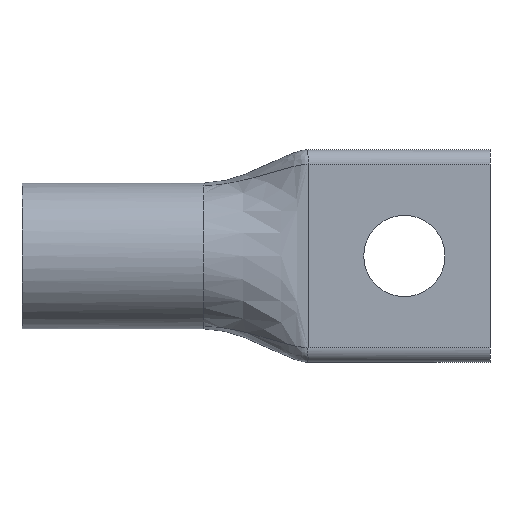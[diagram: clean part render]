
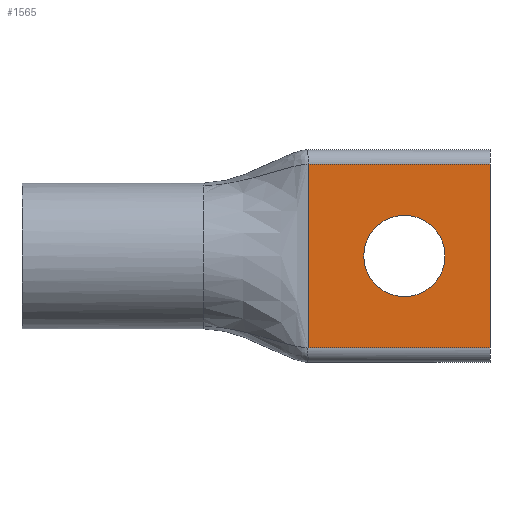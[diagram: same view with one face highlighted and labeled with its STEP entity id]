
A CAD part, front view. The second image highlights one B-rep face of the part: STEP entity #1565.
In plain terms, the highlighted planar face has unit normal (0, -1, 0).
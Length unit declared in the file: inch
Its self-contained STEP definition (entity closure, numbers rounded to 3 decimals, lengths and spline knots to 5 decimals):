
#82 = CARTESIAN_POINT ( 'NONE',  ( 2.5, 0., 0. ) ) ;
#84 = AXIS2_PLACEMENT_3D ( 'NONE', #923, #503, #1643 ) ;
#103 = EDGE_CURVE ( 'NONE', #1834, #1076, #865, .T. ) ;
#130 = EDGE_CURVE ( 'NONE', #1076, #1742, #740, .T. ) ;
#136 = AXIS2_PLACEMENT_3D ( 'NONE', #1306, #1768, #273 ) ;
#149 = VERTEX_POINT ( 'NONE', #283 ) ;
#164 = ORIENTED_EDGE ( 'NONE', *, *, #720, .F. ) ;
#176 = EDGE_CURVE ( 'NONE', #890, #1834, #1301, .T. ) ;
#190 = EDGE_LOOP ( 'NONE', ( #830, #1500 ) ) ;
#273 = DIRECTION ( 'NONE',  ( 0., 0., -1. ) ) ;
#283 = CARTESIAN_POINT ( 'NONE',  ( 2.5, 0., -0.2655 ) ) ;
#296 = DIRECTION ( 'NONE',  ( 1., 0., 0. ) ) ;
#312 = DIRECTION ( 'NONE',  ( 0., 0., 1. ) ) ;
#317 = FACE_OUTER_BOUND ( 'NONE', #1103, .T. ) ;
#331 = EDGE_CURVE ( 'NONE', #1830, #149, #539, .T. ) ;
#338 = PLANE ( 'NONE',  #84 ) ;
#503 = DIRECTION ( 'NONE',  ( 0., -1., 0. ) ) ;
#508 = VECTOR ( 'NONE', #296, 39.37008 ) ;
#532 = DIRECTION ( 'NONE',  ( 0., 1., 0. ) ) ;
#539 = CIRCLE ( 'NONE', #136, 0.2655 ) ;
#564 = DIRECTION ( 'NONE',  ( 0., 0., -1. ) ) ;
#565 = VECTOR ( 'NONE', #564, 39.37008 ) ;
#567 = AXIS2_PLACEMENT_3D ( 'NONE', #82, #532, #1118 ) ;
#709 = CARTESIAN_POINT ( 'NONE',  ( 4.46293, 0., 0.6 ) ) ;
#720 = EDGE_CURVE ( 'NONE', #1742, #890, #1456, .T. ) ;
#740 = LINE ( 'NONE', #1481, #1431 ) ;
#797 = ORIENTED_EDGE ( 'NONE', *, *, #176, .F. ) ;
#830 = ORIENTED_EDGE ( 'NONE', *, *, #1007, .T. ) ;
#865 = LINE ( 'NONE', #1637, #1251 ) ;
#890 = VERTEX_POINT ( 'NONE', #1400 ) ;
#898 = CIRCLE ( 'NONE', #567, 0.2655 ) ;
#923 = CARTESIAN_POINT ( 'NONE',  ( 4.46293, 0., 0. ) ) ;
#1007 = EDGE_CURVE ( 'NONE', #149, #1830, #898, .T. ) ;
#1048 = FACE_BOUND ( 'NONE', #190, .T. ) ;
#1062 = CARTESIAN_POINT ( 'NONE',  ( 1.87, 0., -0.6 ) ) ;
#1076 = VERTEX_POINT ( 'NONE', #1062 ) ;
#1099 = CARTESIAN_POINT ( 'NONE',  ( 3.06, 0., -0.6 ) ) ;
#1103 = EDGE_LOOP ( 'NONE', ( #164, #1421, #1733, #797 ) ) ;
#1118 = DIRECTION ( 'NONE',  ( 0., 0., -1. ) ) ;
#1191 = CARTESIAN_POINT ( 'NONE',  ( 3.06, 0., 0. ) ) ;
#1236 = CARTESIAN_POINT ( 'NONE',  ( 1.87, 0., 0.6 ) ) ;
#1251 = VECTOR ( 'NONE', #1489, 39.37008 ) ;
#1301 = LINE ( 'NONE', #1191, #565 ) ;
#1306 = CARTESIAN_POINT ( 'NONE',  ( 2.5, 0., 0. ) ) ;
#1400 = CARTESIAN_POINT ( 'NONE',  ( 3.06, 0., 0.6 ) ) ;
#1421 = ORIENTED_EDGE ( 'NONE', *, *, #130, .F. ) ;
#1431 = VECTOR ( 'NONE', #312, 39.37008 ) ;
#1456 = LINE ( 'NONE', #709, #508 ) ;
#1481 = CARTESIAN_POINT ( 'NONE',  ( 1.87, 0., 0. ) ) ;
#1489 = DIRECTION ( 'NONE',  ( -1., 0., 0. ) ) ;
#1500 = ORIENTED_EDGE ( 'NONE', *, *, #331, .T. ) ;
#1556 = CARTESIAN_POINT ( 'NONE',  ( 2.5, 0., 0.2655 ) ) ;
#1565 = ADVANCED_FACE ( 'NONE', ( #317, #1048 ), #338, .T. ) ;
#1637 = CARTESIAN_POINT ( 'NONE',  ( 4.46293, 0., -0.6 ) ) ;
#1643 = DIRECTION ( 'NONE',  ( 0., 0., -1. ) ) ;
#1733 = ORIENTED_EDGE ( 'NONE', *, *, #103, .F. ) ;
#1742 = VERTEX_POINT ( 'NONE', #1236 ) ;
#1768 = DIRECTION ( 'NONE',  ( 0., 1., 0. ) ) ;
#1830 = VERTEX_POINT ( 'NONE', #1556 ) ;
#1834 = VERTEX_POINT ( 'NONE', #1099 ) ;
